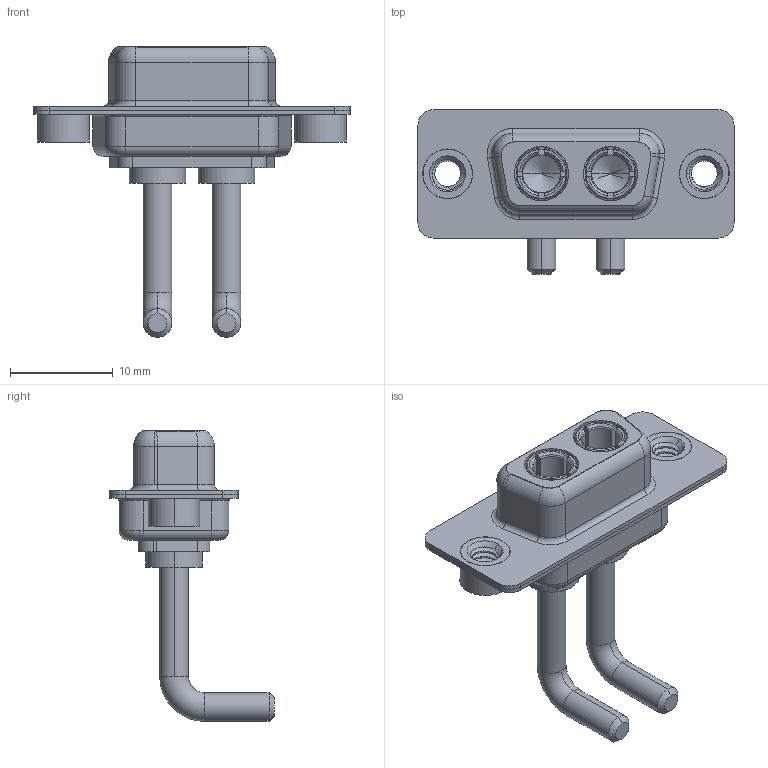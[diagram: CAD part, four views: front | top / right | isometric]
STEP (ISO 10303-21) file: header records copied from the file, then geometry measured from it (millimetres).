
FILE_DESCRIPTION (( 'STEP AP203' ), '1' );
FILE_NAME ('630-2W2-650-2NA.STEP', '2022-05-26T20:36:52', ( '' ), ( '' ), 'SwSTEP 2.0', 'SolidWorks 2020', '' );
FILE_SCHEMA (( 'CONFIG_CONTROL_DESIGN' ));
Length unit declared in the file: millimetre
Products named in the file (6): 630Combo Housing_2W2; 630Combo Shell Front_09 Contacts; 630Combo Shell Rear_09 Contacts; Power Socket_Ext 20A RA; 630-2W2-650-2NA; 630Combo Threaded Rivet_A
Assembly tree (7 placements, depth 2):
  630-2W2-650-2NA
    630Combo Housing_2W2
    630Combo Shell Front_09 Contacts
    630Combo Shell Rear_09 Contacts
    630Combo Threaded Rivet_A  x2
    Power Socket_Ext 20A RA  x2
Bounding box: 30.8 x 16 x 28.33 mm (x, y, z)
Volume: 1887.9 mm3; surface area: 4522.1 mm2
Topology: 9 solids, 9 shells, 429 faces, 1083 edges, 685 vertices
Faces by surface type: cylinder 185, plane 125, torus 69, cone 42, bspline 8
Entity records: 12097 total; most frequent: CARTESIAN_POINT 3543, DIRECTION 1738, ORIENTED_EDGE 1622, EDGE_CURVE 811, AXIS2_PLACEMENT_3D 706, VERTEX_POINT 512, CIRCLE 374, EDGE_LOOP 359
